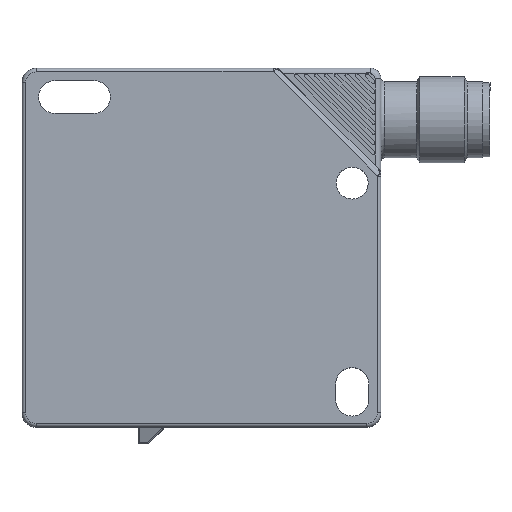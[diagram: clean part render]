
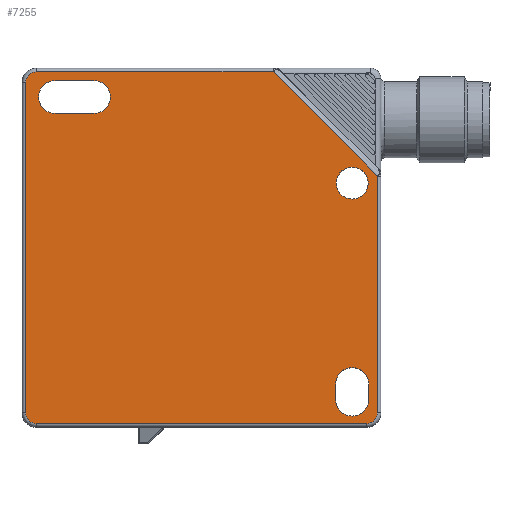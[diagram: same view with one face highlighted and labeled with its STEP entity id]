
A CAD part, top view. The second image highlights one B-rep face of the part: STEP entity #7255.
In plain terms, the highlighted planar face has unit normal (0, 0, 1).
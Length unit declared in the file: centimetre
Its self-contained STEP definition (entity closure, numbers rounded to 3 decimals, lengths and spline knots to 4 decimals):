
#226=LINE('',#10941,#782);
#231=LINE('',#10954,#787);
#234=LINE('',#10965,#790);
#239=LINE('',#10978,#795);
#277=LINE('',#11112,#833);
#278=LINE('',#11120,#834);
#283=LINE('',#11158,#839);
#302=LINE('',#11215,#858);
#303=LINE('',#11216,#859);
#782=VECTOR('',#8750,0.215);
#787=VECTOR('',#8763,0.215);
#790=VECTOR('',#8774,0.54);
#795=VECTOR('',#8787,0.54);
#833=VECTOR('',#8931,4.6);
#834=VECTOR('',#8942,4.6);
#839=VECTOR('',#8991,3.2993);
#858=VECTOR('',#9040,2.0516);
#859=VECTOR('',#9041,3.2993);
#1484=FACE_BOUND('',#2096,.T.);
#1485=FACE_BOUND('',#2097,.T.);
#1486=FACE_BOUND('',#2098,.T.);
#1631=FACE_OUTER_BOUND('',#2095,.T.);
#2095=EDGE_LOOP('',(#4959,#4960,#4961,#4962,#4963,#4964,#4965,#4966));
#2096=EDGE_LOOP('',(#4967));
#2097=EDGE_LOOP('',(#4968,#4969,#4970,#4971));
#2098=EDGE_LOOP('',(#4972,#4973,#4974,#4975));
#2531=CIRCLE('',#7723,0.23);
#2533=CIRCLE('',#7727,0.23);
#2535=CIRCLE('',#7731,0.23);
#2537=CIRCLE('',#7735,0.23);
#2539=CIRCLE('',#7738,0.2225);
#2562=CIRCLE('',#7783,0.15);
#2565=CIRCLE('',#7788,0.15);
#2569=CIRCLE('',#7794,0.15);
#2928=VERTEX_POINT('',#10938);
#2929=VERTEX_POINT('',#10940);
#2931=VERTEX_POINT('',#10946);
#2933=VERTEX_POINT('',#10952);
#2936=VERTEX_POINT('',#10962);
#2937=VERTEX_POINT('',#10964);
#2939=VERTEX_POINT('',#10970);
#2941=VERTEX_POINT('',#10976);
#2943=VERTEX_POINT('',#10985);
#2982=VERTEX_POINT('',#11104);
#2983=VERTEX_POINT('',#11106);
#2984=VERTEX_POINT('',#11110);
#2985=VERTEX_POINT('',#11114);
#2986=VERTEX_POINT('',#11118);
#2988=VERTEX_POINT('',#11124);
#2997=VERTEX_POINT('',#11155);
#3020=VERTEX_POINT('',#11214);
#3609=EDGE_CURVE('',#2929,#2928,#226,.T.);
#3613=EDGE_CURVE('',#2928,#2931,#2531,.T.);
#3616=EDGE_CURVE('',#2931,#2933,#231,.T.);
#3618=EDGE_CURVE('',#2933,#2929,#2533,.T.);
#3621=EDGE_CURVE('',#2937,#2936,#234,.T.);
#3625=EDGE_CURVE('',#2936,#2939,#2535,.T.);
#3628=EDGE_CURVE('',#2939,#2941,#239,.T.);
#3630=EDGE_CURVE('',#2941,#2937,#2537,.T.);
#3632=EDGE_CURVE('',#2943,#2943,#2539,.T.);
#3692=EDGE_CURVE('',#2983,#2982,#2562,.T.);
#3694=EDGE_CURVE('',#2984,#2983,#277,.T.);
#3696=EDGE_CURVE('',#2985,#2984,#2565,.T.);
#3698=EDGE_CURVE('',#2986,#2985,#278,.T.);
#3701=EDGE_CURVE('',#2988,#2986,#2569,.T.);
#3717=EDGE_CURVE('',#2982,#2997,#283,.T.);
#3743=EDGE_CURVE('',#2997,#3020,#302,.T.);
#3744=EDGE_CURVE('',#3020,#2988,#303,.T.);
#4959=ORIENTED_EDGE('',*,*,#3743,.F.);
#4960=ORIENTED_EDGE('',*,*,#3717,.F.);
#4961=ORIENTED_EDGE('',*,*,#3692,.F.);
#4962=ORIENTED_EDGE('',*,*,#3694,.F.);
#4963=ORIENTED_EDGE('',*,*,#3696,.F.);
#4964=ORIENTED_EDGE('',*,*,#3698,.F.);
#4965=ORIENTED_EDGE('',*,*,#3701,.F.);
#4966=ORIENTED_EDGE('',*,*,#3744,.F.);
#4967=ORIENTED_EDGE('',*,*,#3632,.T.);
#4968=ORIENTED_EDGE('',*,*,#3625,.T.);
#4969=ORIENTED_EDGE('',*,*,#3628,.T.);
#4970=ORIENTED_EDGE('',*,*,#3630,.T.);
#4971=ORIENTED_EDGE('',*,*,#3621,.T.);
#4972=ORIENTED_EDGE('',*,*,#3613,.T.);
#4973=ORIENTED_EDGE('',*,*,#3616,.T.);
#4974=ORIENTED_EDGE('',*,*,#3618,.T.);
#4975=ORIENTED_EDGE('',*,*,#3609,.T.);
#6563=PLANE('',#7827);
#7255=ADVANCED_FACE('',(#1631,#1484,#1485,#1486),#6563,.T.);
#7723=AXIS2_PLACEMENT_3D('',#10948,#8757,#8758);
#7727=AXIS2_PLACEMENT_3D('',#10957,#8768,#8769);
#7731=AXIS2_PLACEMENT_3D('',#10972,#8781,#8782);
#7735=AXIS2_PLACEMENT_3D('',#10981,#8792,#8793);
#7738=AXIS2_PLACEMENT_3D('',#10986,#8798,#8799);
#7783=AXIS2_PLACEMENT_3D('',#11108,#8925,#8926);
#7788=AXIS2_PLACEMENT_3D('',#11116,#8936,#8937);
#7794=AXIS2_PLACEMENT_3D('',#11126,#8949,#8950);
#7827=AXIS2_PLACEMENT_3D('',#11213,#9038,#9039);
#8750=DIRECTION('',(0.,-1.,0.));
#8757=DIRECTION('center_axis',(0.,0.,-1.));
#8758=DIRECTION('ref_axis',(1.,0.,0.));
#8763=DIRECTION('',(0.,1.,0.));
#8768=DIRECTION('center_axis',(0.,0.,-1.));
#8769=DIRECTION('ref_axis',(1.,0.,0.));
#8774=DIRECTION('',(-1.,0.,0.));
#8781=DIRECTION('center_axis',(0.,0.,-1.));
#8782=DIRECTION('ref_axis',(1.,0.,0.));
#8787=DIRECTION('',(1.,0.,0.));
#8792=DIRECTION('center_axis',(0.,0.,-1.));
#8793=DIRECTION('ref_axis',(1.,0.,0.));
#8798=DIRECTION('center_axis',(0.,0.,-1.));
#8799=DIRECTION('ref_axis',(-1.,0.,0.));
#8925=DIRECTION('center_axis',(0.,0.,-1.));
#8926=DIRECTION('ref_axis',(-0.707,0.707,0.));
#8931=DIRECTION('',(0.,1.,0.));
#8936=DIRECTION('center_axis',(0.,0.,-1.));
#8937=DIRECTION('ref_axis',(-0.707,-0.707,0.));
#8942=DIRECTION('',(-1.,0.,0.));
#8949=DIRECTION('center_axis',(0.,0.,-1.));
#8950=DIRECTION('ref_axis',(0.707,-0.707,0.));
#8991=DIRECTION('',(1.,0.,0.));
#9038=DIRECTION('center_axis',(0.,0.,1.));
#9039=DIRECTION('ref_axis',(1.,0.,0.));
#9040=DIRECTION('',(0.707,-0.707,0.));
#9041=DIRECTION('',(0.,-1.,0.));
#10938=CARTESIAN_POINT('',(2.33,-2.115,1.7));
#10940=CARTESIAN_POINT('',(2.33,-1.9,1.7));
#10941=CARTESIAN_POINT('',(2.33,-1.6825,1.7));
#10946=CARTESIAN_POINT('',(1.87,-2.115,1.7));
#10948=CARTESIAN_POINT('Origin',(2.1,-2.115,1.7));
#10952=CARTESIAN_POINT('',(1.87,-1.9,1.7));
#10954=CARTESIAN_POINT('',(1.87,-1.575,1.7));
#10957=CARTESIAN_POINT('Origin',(2.1,-1.9,1.7));
#10962=CARTESIAN_POINT('',(-2.04,1.87,1.7));
#10964=CARTESIAN_POINT('',(-1.5,1.87,1.7));
#10965=CARTESIAN_POINT('',(-1.645,1.87,1.7));
#10970=CARTESIAN_POINT('',(-2.04,2.33,1.7));
#10972=CARTESIAN_POINT('Origin',(-2.04,2.1,1.7));
#10976=CARTESIAN_POINT('',(-1.5,2.33,1.7));
#10978=CARTESIAN_POINT('',(-1.375,2.33,1.7));
#10981=CARTESIAN_POINT('Origin',(-1.5,2.1,1.7));
#10985=CARTESIAN_POINT('',(2.3225,0.9,1.7));
#10986=CARTESIAN_POINT('Origin',(2.1,0.9,1.7));
#11104=CARTESIAN_POINT('',(-2.3,2.45,1.7));
#11106=CARTESIAN_POINT('',(-2.45,2.3,1.7));
#11108=CARTESIAN_POINT('Origin',(-2.3,2.3,1.7));
#11110=CARTESIAN_POINT('',(-2.45,-2.3,1.7));
#11112=CARTESIAN_POINT('',(-2.45,-1.875,1.7));
#11114=CARTESIAN_POINT('',(-2.3,-2.45,1.7));
#11116=CARTESIAN_POINT('Origin',(-2.3,-2.3,1.7));
#11118=CARTESIAN_POINT('',(2.3,-2.45,1.7));
#11120=CARTESIAN_POINT('',(-0.625,-2.45,1.7));
#11124=CARTESIAN_POINT('',(2.45,-2.3,1.7));
#11126=CARTESIAN_POINT('Origin',(2.3,-2.3,1.7));
#11155=CARTESIAN_POINT('',(0.9993,2.45,1.7));
#11158=CARTESIAN_POINT('',(-1.875,2.45,1.7));
#11213=CARTESIAN_POINT('Origin',(-1.25,-1.25,1.7));
#11214=CARTESIAN_POINT('',(2.45,0.9993,1.7));
#11215=CARTESIAN_POINT('',(2.0946,1.3546,1.7));
#11216=CARTESIAN_POINT('',(2.45,0.625,1.7));
